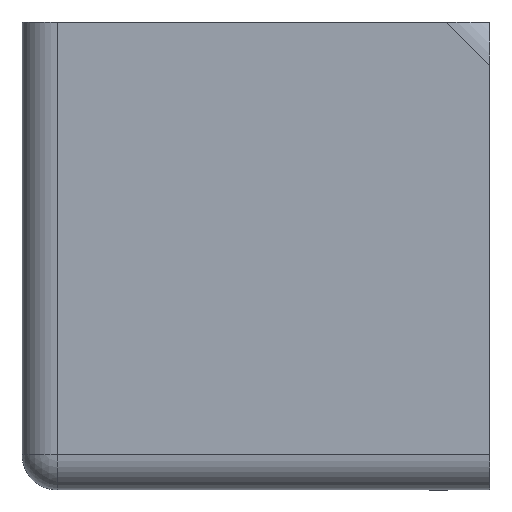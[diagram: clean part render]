
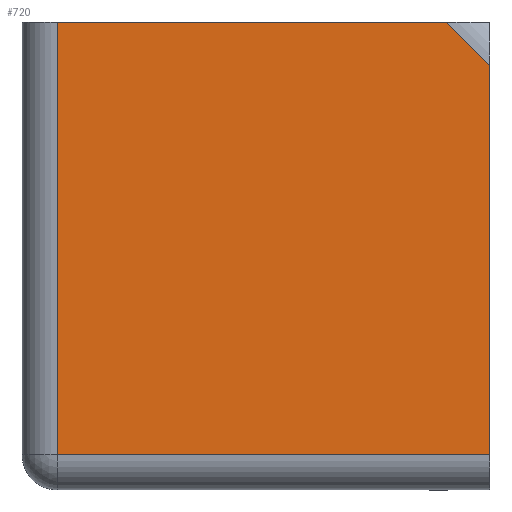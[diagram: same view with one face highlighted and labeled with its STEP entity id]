
A CAD part, left-side view. The second image highlights one B-rep face of the part: STEP entity #720.
In plain terms, the highlighted planar face has unit normal (-1, 0, 0).
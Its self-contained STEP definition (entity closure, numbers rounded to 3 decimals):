
#9 = VERTEX_POINT ( 'NONE', #1051 ) ;
#13 = EDGE_CURVE ( 'NONE', #9, #402, #1112, .T. ) ;
#14 = CARTESIAN_POINT ( 'NONE',  ( -20., 2.35, 10.479 ) ) ;
#20 = CARTESIAN_POINT ( 'NONE',  ( -20., 0., -8.5 ) ) ;
#39 = ORIENTED_EDGE ( 'NONE', *, *, #13, .T. ) ;
#47 = DIRECTION ( 'NONE',  ( 0., 0., -1. ) ) ;
#97 = EDGE_CURVE ( 'NONE', #160, #9, #179, .T. ) ;
#160 = VERTEX_POINT ( 'NONE', #995 ) ;
#179 = LINE ( 'NONE', #740, #911 ) ;
#184 = VERTEX_POINT ( 'NONE', #773 ) ;
#240 = DIRECTION ( 'NONE',  ( 0., -1., 0. ) ) ;
#258 = EDGE_CURVE ( 'NONE', #160, #1326, #482, .T. ) ;
#260 = DIRECTION ( 'NONE',  ( 0., -0.707, -0.707 ) ) ;
#342 = LINE ( 'NONE', #14, #1135 ) ;
#402 = VERTEX_POINT ( 'NONE', #20 ) ;
#414 = EDGE_CURVE ( 'NONE', #1326, #184, #342, .T. ) ;
#416 = PLANE ( 'NONE',  #771 ) ;
#425 = ORIENTED_EDGE ( 'NONE', *, *, #258, .F. ) ;
#439 = CARTESIAN_POINT ( 'NONE',  ( -20., 0., 10. ) ) ;
#449 = CARTESIAN_POINT ( 'NONE',  ( -20., 0., 10. ) ) ;
#482 = LINE ( 'NONE', #449, #806 ) ;
#524 = ORIENTED_EDGE ( 'NONE', *, *, #866, .F. ) ;
#527 = ORIENTED_EDGE ( 'NONE', *, *, #97, .T. ) ;
#642 = DIRECTION ( 'NONE',  ( 1., 0., 0. ) ) ;
#711 = CARTESIAN_POINT ( 'NONE',  ( -20., 1.871, 10. ) ) ;
#714 = DIRECTION ( 'NONE',  ( 0., -1., 0. ) ) ;
#720 = ADVANCED_FACE ( 'NONE', ( #1292 ), #416, .F. ) ;
#740 = CARTESIAN_POINT ( 'NONE',  ( -20., 18.5, 10. ) ) ;
#763 = VECTOR ( 'NONE', #1215, 1000. ) ;
#771 = AXIS2_PLACEMENT_3D ( 'NONE', #1320, #642, #1422 ) ;
#773 = CARTESIAN_POINT ( 'NONE',  ( -20., 0., 8.129 ) ) ;
#806 = VECTOR ( 'NONE', #240, 1000. ) ;
#866 = EDGE_CURVE ( 'NONE', #184, #402, #1200, .T. ) ;
#911 = VECTOR ( 'NONE', #47, 1000. ) ;
#995 = CARTESIAN_POINT ( 'NONE',  ( -20., 18.5, 10. ) ) ;
#1051 = CARTESIAN_POINT ( 'NONE',  ( -20., 18.5, -8.5 ) ) ;
#1112 = LINE ( 'NONE', #1267, #1408 ) ;
#1135 = VECTOR ( 'NONE', #260, 1000. ) ;
#1200 = LINE ( 'NONE', #439, #763 ) ;
#1215 = DIRECTION ( 'NONE',  ( 0., 0., -1. ) ) ;
#1220 = ORIENTED_EDGE ( 'NONE', *, *, #414, .F. ) ;
#1224 = EDGE_LOOP ( 'NONE', ( #524, #1220, #425, #527, #39 ) ) ;
#1267 = CARTESIAN_POINT ( 'NONE',  ( -20., 0., -8.5 ) ) ;
#1292 = FACE_OUTER_BOUND ( 'NONE', #1224, .T. ) ;
#1320 = CARTESIAN_POINT ( 'NONE',  ( -20., 0., 10. ) ) ;
#1326 = VERTEX_POINT ( 'NONE', #711 ) ;
#1408 = VECTOR ( 'NONE', #714, 1000. ) ;
#1422 = DIRECTION ( 'NONE',  ( 0., 1., 0. ) ) ;
